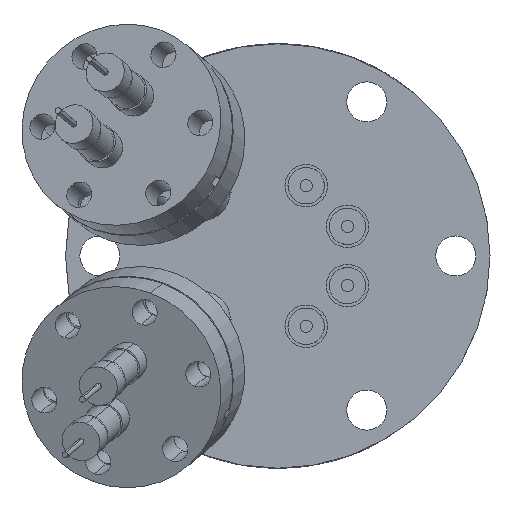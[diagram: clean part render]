
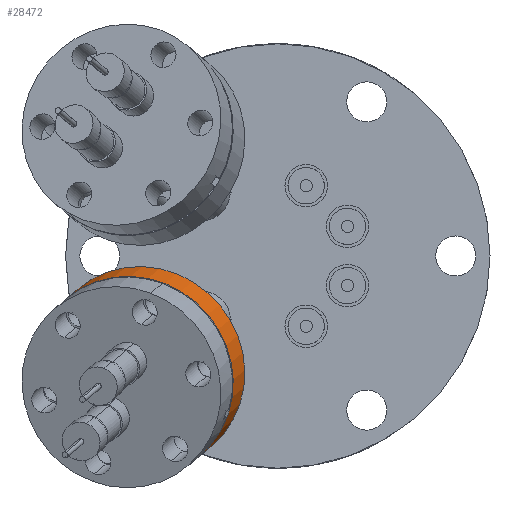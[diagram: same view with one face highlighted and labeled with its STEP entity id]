
A CAD part, left-side view. The second image highlights one B-rep face of the part: STEP entity #28472.
In plain terms, the highlighted cylindrical face has radius 17 mm (diameter 34 mm), a partial arc.
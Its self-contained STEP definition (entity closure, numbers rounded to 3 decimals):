
#4921 = DIRECTION ( 'NONE',  ( -1., 0., 0. ) ) ;
#8643 = EDGE_CURVE ( 'NONE', #31387, #101991, #72716, .T. ) ;
#9432 = CARTESIAN_POINT ( 'NONE',  ( -17.128, 0., 0. ) ) ;
#9757 = CIRCLE ( 'NONE', #48225, 17. ) ;
#12200 = DIRECTION ( 'NONE',  ( 0., 0., 1. ) ) ;
#12468 = DIRECTION ( 'NONE',  ( -1., 0., 0. ) ) ;
#18254 = EDGE_CURVE ( 'NONE', #73617, #101991, #42101, .T. ) ;
#26062 = ORIENTED_EDGE ( 'NONE', *, *, #179050, .T. ) ;
#28472 = ADVANCED_FACE ( 'NONE', ( #119722 ), #120620, .T. ) ;
#29065 = CARTESIAN_POINT ( 'NONE',  ( -17.128, 0., 17. ) ) ;
#29601 = EDGE_CURVE ( 'NONE', #169699, #31387, #87367, .T. ) ;
#31387 = VERTEX_POINT ( 'NONE', #130351 ) ;
#34118 = DIRECTION ( 'NONE',  ( 0., 0., 1. ) ) ;
#42101 = LINE ( 'NONE', #154238, #124431 ) ;
#48225 = AXIS2_PLACEMENT_3D ( 'NONE', #158056, #105130, #103315 ) ;
#67134 = ORIENTED_EDGE ( 'NONE', *, *, #18254, .F. ) ;
#72716 = CIRCLE ( 'NONE', #131877, 17. ) ;
#73617 = VERTEX_POINT ( 'NONE', #121481 ) ;
#75315 = ORIENTED_EDGE ( 'NONE', *, *, #8643, .T. ) ;
#77612 = CARTESIAN_POINT ( 'NONE',  ( 47.7, 0., 0. ) ) ;
#87367 = LINE ( 'NONE', #29065, #121168 ) ;
#101991 = VERTEX_POINT ( 'NONE', #121561 ) ;
#103315 = DIRECTION ( 'NONE',  ( 0., 0., 1. ) ) ;
#105130 = DIRECTION ( 'NONE',  ( -1., 0., 0. ) ) ;
#110361 = DIRECTION ( 'NONE',  ( -1., 0., 0. ) ) ;
#119722 = FACE_OUTER_BOUND ( 'NONE', #122596, .T. ) ;
#120620 = CYLINDRICAL_SURFACE ( 'NONE', #181224, 17. ) ;
#121168 = VECTOR ( 'NONE', #4921, 1000. ) ;
#121481 = CARTESIAN_POINT ( 'NONE',  ( 55., 0., -17. ) ) ;
#121561 = CARTESIAN_POINT ( 'NONE',  ( 47.7, 0., -17. ) ) ;
#122596 = EDGE_LOOP ( 'NONE', ( #67134, #26062, #142401, #75315 ) ) ;
#124431 = VECTOR ( 'NONE', #12468, 1000. ) ;
#130351 = CARTESIAN_POINT ( 'NONE',  ( 47.7, 0., 17. ) ) ;
#131877 = AXIS2_PLACEMENT_3D ( 'NONE', #77612, #176796, #34118 ) ;
#142401 = ORIENTED_EDGE ( 'NONE', *, *, #29601, .T. ) ;
#146015 = CARTESIAN_POINT ( 'NONE',  ( 55., 0., 17. ) ) ;
#154238 = CARTESIAN_POINT ( 'NONE',  ( -17.128, 0., -17. ) ) ;
#158056 = CARTESIAN_POINT ( 'NONE',  ( 55., 0., 0. ) ) ;
#169699 = VERTEX_POINT ( 'NONE', #146015 ) ;
#176796 = DIRECTION ( 'NONE',  ( 1., 0., 0. ) ) ;
#179050 = EDGE_CURVE ( 'NONE', #73617, #169699, #9757, .T. ) ;
#181224 = AXIS2_PLACEMENT_3D ( 'NONE', #9432, #110361, #12200 ) ;
